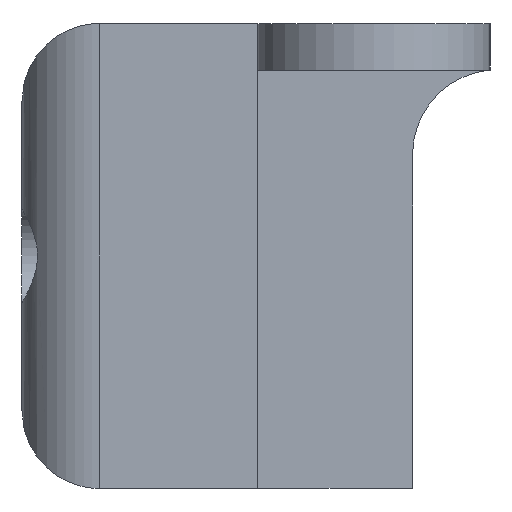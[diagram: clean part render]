
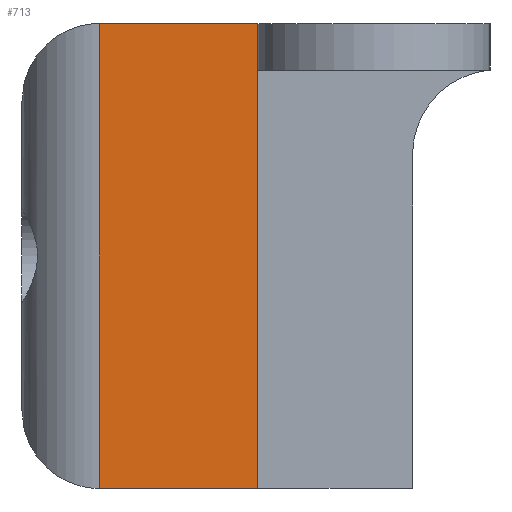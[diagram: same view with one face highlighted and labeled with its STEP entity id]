
A CAD part, left-side view. The second image highlights one B-rep face of the part: STEP entity #713.
In plain terms, the highlighted planar face has unit normal (-1, 0, 0).
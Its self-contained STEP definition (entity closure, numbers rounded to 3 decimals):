
#49=PLANE('',#791);
#86=FACE_OUTER_BOUND('',#135,.T.);
#135=EDGE_LOOP('',(#601,#602,#603,#604));
#184=LINE('',#1123,#251);
#195=LINE('',#1148,#262);
#203=LINE('',#1215,#270);
#205=LINE('',#1218,#272);
#251=VECTOR('',#915,10.);
#262=VECTOR('',#934,10.);
#270=VECTOR('',#962,10.);
#272=VECTOR('',#966,10.);
#343=VERTEX_POINT('',#1120);
#344=VERTEX_POINT('',#1122);
#354=VERTEX_POINT('',#1146);
#360=VERTEX_POINT('',#1163);
#421=EDGE_CURVE('',#344,#343,#184,.T.);
#434=EDGE_CURVE('',#354,#343,#195,.T.);
#451=EDGE_CURVE('',#360,#354,#203,.T.);
#453=EDGE_CURVE('',#344,#360,#205,.T.);
#601=ORIENTED_EDGE('',*,*,#451,.F.);
#602=ORIENTED_EDGE('',*,*,#453,.F.);
#603=ORIENTED_EDGE('',*,*,#421,.T.);
#604=ORIENTED_EDGE('',*,*,#434,.F.);
#713=ADVANCED_FACE('',(#86),#49,.T.);
#791=AXIS2_PLACEMENT_3D('',#1217,#964,#965);
#915=DIRECTION('',(0.,0.,1.));
#934=DIRECTION('',(0.,-1.,0.));
#962=DIRECTION('',(0.,0.,1.));
#964=DIRECTION('center_axis',(-1.,0.,0.));
#965=DIRECTION('ref_axis',(0.,0.,1.));
#966=DIRECTION('',(0.,1.,0.));
#1120=CARTESIAN_POINT('',(8.4,5.,0.));
#1122=CARTESIAN_POINT('',(8.4,5.,-30.));
#1123=CARTESIAN_POINT('',(8.4,5.,-22.5));
#1146=CARTESIAN_POINT('',(8.4,15.2,0.));
#1148=CARTESIAN_POINT('',(8.4,11.1,0.));
#1163=CARTESIAN_POINT('',(8.4,15.2,-30.));
#1215=CARTESIAN_POINT('',(8.4,15.2,-22.5));
#1217=CARTESIAN_POINT('Origin',(8.4,5.,-30.));
#1218=CARTESIAN_POINT('',(8.4,5.,-30.));
